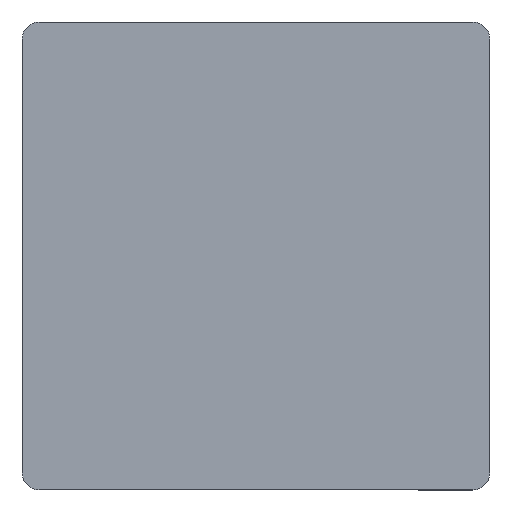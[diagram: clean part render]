
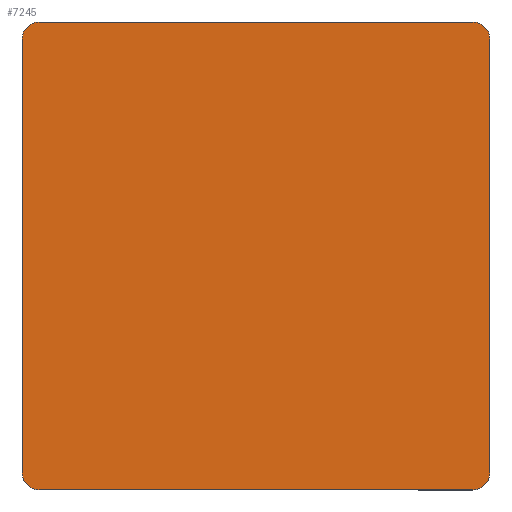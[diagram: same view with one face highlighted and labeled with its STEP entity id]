
A CAD part, top view. The second image highlights one B-rep face of the part: STEP entity #7245.
In plain terms, the highlighted planar face has unit normal (0, 0, 1).
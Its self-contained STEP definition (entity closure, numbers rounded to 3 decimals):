
#149 = LINE ( 'NONE', #1920, #5311 ) ;
#211 = DIRECTION ( 'NONE',  ( 0., 0., 1. ) ) ;
#260 = DIRECTION ( 'NONE',  ( 0., 1., 0. ) ) ;
#277 = CIRCLE ( 'NONE', #3666, 11. ) ;
#568 = ORIENTED_EDGE ( 'NONE', *, *, #5708, .T. ) ;
#656 = LINE ( 'NONE', #2890, #2864 ) ;
#688 = DIRECTION ( 'NONE',  ( 0., 1., 0. ) ) ;
#868 = DIRECTION ( 'NONE',  ( 0., 1., 0. ) ) ;
#972 = VERTEX_POINT ( 'NONE', #4548 ) ;
#1473 = VERTEX_POINT ( 'NONE', #8511 ) ;
#1508 = DIRECTION ( 'NONE',  ( 0., 0., 1. ) ) ;
#1643 = EDGE_CURVE ( 'NONE', #972, #7679, #1687, .T. ) ;
#1687 = LINE ( 'NONE', #1838, #3466 ) ;
#1838 = CARTESIAN_POINT ( 'NONE',  ( 403.633, 297.969, -350.001 ) ) ;
#1920 = CARTESIAN_POINT ( 'NONE',  ( 1092.633, 8.969, -350.001 ) ) ;
#2012 = CARTESIAN_POINT ( 'NONE',  ( 114.633, -280.031, -350.001 ) ) ;
#2123 = LINE ( 'NONE', #2782, #2225 ) ;
#2225 = VECTOR ( 'NONE', #8197, 1000. ) ;
#2664 = DIRECTION ( 'NONE',  ( 0., 0., 1. ) ) ;
#2782 = CARTESIAN_POINT ( 'NONE',  ( 103.633, 297.969, -350.001 ) ) ;
#2864 = VECTOR ( 'NONE', #5336, 1000. ) ;
#2890 = CARTESIAN_POINT ( 'NONE',  ( 1092.633, -291.031, -350.001 ) ) ;
#3337 = EDGE_CURVE ( 'NONE', #5132, #972, #8109, .T. ) ;
#3466 = VECTOR ( 'NONE', #868, 1000. ) ;
#3501 = DIRECTION ( 'NONE',  ( 0., 0., 1. ) ) ;
#3666 = AXIS2_PLACEMENT_3D ( 'NONE', #9496, #2664, #7372 ) ;
#3705 = EDGE_LOOP ( 'NONE', ( #7499, #5171, #5368, #8037, #4736, #7395, #568, #9670 ) ) ;
#3803 = PLANE ( 'NONE',  #9647 ) ;
#3981 = CIRCLE ( 'NONE', #9763, 11. ) ;
#4420 = FACE_OUTER_BOUND ( 'NONE', #3705, .T. ) ;
#4548 = CARTESIAN_POINT ( 'NONE',  ( 403.633, -280.031, -350.001 ) ) ;
#4736 = ORIENTED_EDGE ( 'NONE', *, *, #1643, .T. ) ;
#5132 = VERTEX_POINT ( 'NONE', #9758 ) ;
#5171 = ORIENTED_EDGE ( 'NONE', *, *, #7634, .T. ) ;
#5311 = VECTOR ( 'NONE', #7329, 1000. ) ;
#5336 = DIRECTION ( 'NONE',  ( 1., 0., 0. ) ) ;
#5368 = ORIENTED_EDGE ( 'NONE', *, *, #7288, .T. ) ;
#5520 = EDGE_CURVE ( 'NONE', #6968, #1473, #2123, .T. ) ;
#5592 = CARTESIAN_POINT ( 'NONE',  ( 114.633, -2.031, -350.001 ) ) ;
#5708 = EDGE_CURVE ( 'NONE', #8364, #7114, #149, .T. ) ;
#6314 = VERTEX_POINT ( 'NONE', #7092 ) ;
#6584 = DIRECTION ( 'NONE',  ( 0., 1., 0. ) ) ;
#6689 = CARTESIAN_POINT ( 'NONE',  ( 103.633, -2.031, -350.001 ) ) ;
#6884 = CARTESIAN_POINT ( 'NONE',  ( 1092.633, 297.969, -350.001 ) ) ;
#6968 = VERTEX_POINT ( 'NONE', #6689 ) ;
#7092 = CARTESIAN_POINT ( 'NONE',  ( 114.633, -291.031, -350.001 ) ) ;
#7114 = VERTEX_POINT ( 'NONE', #8006 ) ;
#7138 = AXIS2_PLACEMENT_3D ( 'NONE', #7345, #3501, #6584 ) ;
#7245 = ADVANCED_FACE ( 'NONE', ( #4420 ), #3803, .T. ) ;
#7269 = CARTESIAN_POINT ( 'NONE',  ( 392.633, 8.969, -350.001 ) ) ;
#7288 = EDGE_CURVE ( 'NONE', #6314, #5132, #656, .T. ) ;
#7329 = DIRECTION ( 'NONE',  ( -1., 0., 0. ) ) ;
#7345 = CARTESIAN_POINT ( 'NONE',  ( 392.633, -280.031, -350.001 ) ) ;
#7372 = DIRECTION ( 'NONE',  ( 0., 1., 0. ) ) ;
#7395 = ORIENTED_EDGE ( 'NONE', *, *, #7946, .T. ) ;
#7489 = DIRECTION ( 'NONE',  ( 0., -1., 0. ) ) ;
#7499 = ORIENTED_EDGE ( 'NONE', *, *, #5520, .T. ) ;
#7634 = EDGE_CURVE ( 'NONE', #1473, #6314, #8826, .T. ) ;
#7679 = VERTEX_POINT ( 'NONE', #8245 ) ;
#7946 = EDGE_CURVE ( 'NONE', #7679, #8364, #277, .T. ) ;
#8006 = CARTESIAN_POINT ( 'NONE',  ( 114.633, 8.969, -350.001 ) ) ;
#8037 = ORIENTED_EDGE ( 'NONE', *, *, #3337, .T. ) ;
#8109 = CIRCLE ( 'NONE', #7138, 11. ) ;
#8197 = DIRECTION ( 'NONE',  ( 0., -1., 0. ) ) ;
#8245 = CARTESIAN_POINT ( 'NONE',  ( 403.633, -2.031, -350.001 ) ) ;
#8364 = VERTEX_POINT ( 'NONE', #7269 ) ;
#8511 = CARTESIAN_POINT ( 'NONE',  ( 103.633, -280.031, -350.001 ) ) ;
#8693 = EDGE_CURVE ( 'NONE', #7114, #6968, #3981, .T. ) ;
#8826 = CIRCLE ( 'NONE', #8971, 11. ) ;
#8971 = AXIS2_PLACEMENT_3D ( 'NONE', #2012, #9792, #688 ) ;
#9496 = CARTESIAN_POINT ( 'NONE',  ( 392.633, -2.031, -350.001 ) ) ;
#9647 = AXIS2_PLACEMENT_3D ( 'NONE', #6884, #1508, #7489 ) ;
#9670 = ORIENTED_EDGE ( 'NONE', *, *, #8693, .T. ) ;
#9758 = CARTESIAN_POINT ( 'NONE',  ( 392.633, -291.031, -350.001 ) ) ;
#9763 = AXIS2_PLACEMENT_3D ( 'NONE', #5592, #211, #260 ) ;
#9792 = DIRECTION ( 'NONE',  ( 0., 0., 1. ) ) ;
